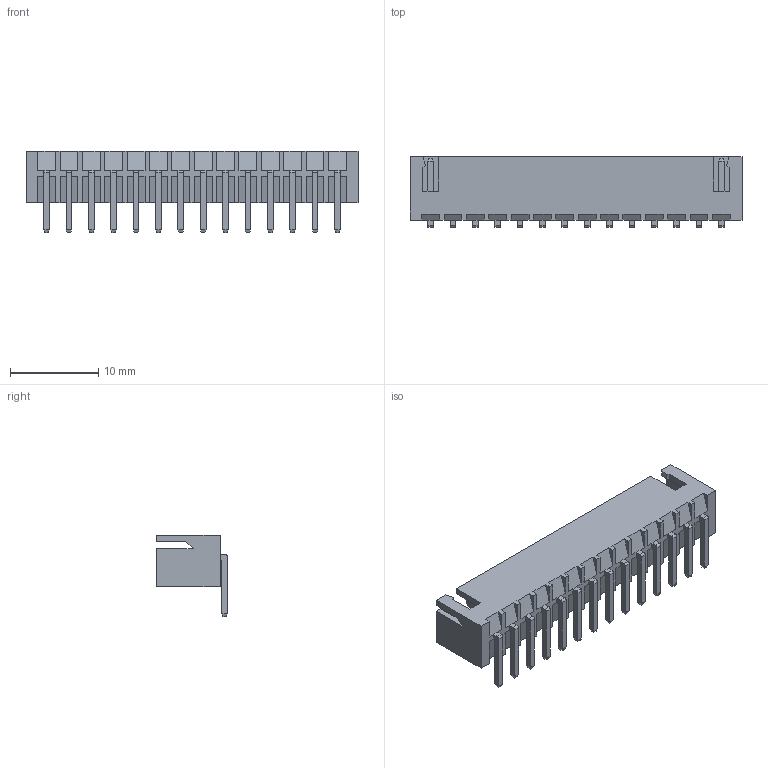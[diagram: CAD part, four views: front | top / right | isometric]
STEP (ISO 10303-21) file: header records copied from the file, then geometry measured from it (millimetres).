
FILE_DESCRIPTION(/* description */ ('Unknown'),/* implementation_level */ '2;1');
FILE_NAME(/* name */ 'JST - XH - Thru (R) - 14Pin - 2.54mm',/* time_stamp */ '2018-11-26T21:18:50-05:00',/* author */ ('Unknown'),/* organization */ ('Unknown'),/* preprocessor_version */ 'ST-DEVELOPER v16.7',/* originating_system */ 'DEX',/* authorisation */ $);
FILE_SCHEMA (('AUTOMOTIVE_DESIGN {1 0 10303 214 3 1 1}'));
Length unit declared in the file: millimetre
Products named in the file (1): JST - XH - Thru (R) - 14Pin - 2.54mm
Bounding box: 37.69 x 8.04 x 9.22 mm (x, y, z)
Volume: 561.3 mm3; surface area: 2073.4 mm2
Topology: 1 solids, 21 shells, 593 faces, 1443 edges, 906 vertices
Faces by surface type: plane 525, bspline 40, cylinder 28
Entity records: 22339 total; most frequent: CARTESIAN_POINT 4961, ORIENTED_EDGE 2878, DIRECTION 2337, EDGE_CURVE 1439, LINE 1117, VECTOR 1117, VERTEX_POINT 906, EDGE_LOOP 623
